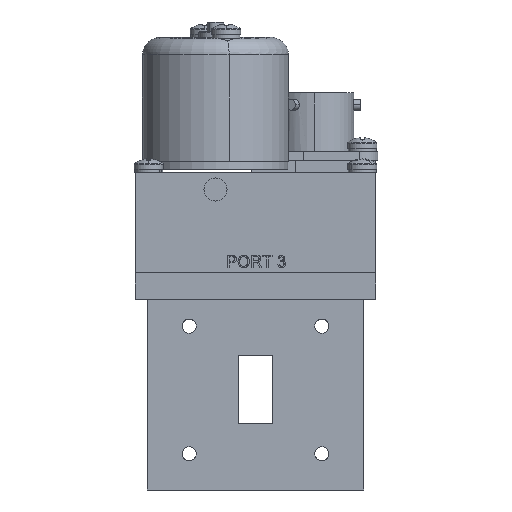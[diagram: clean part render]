
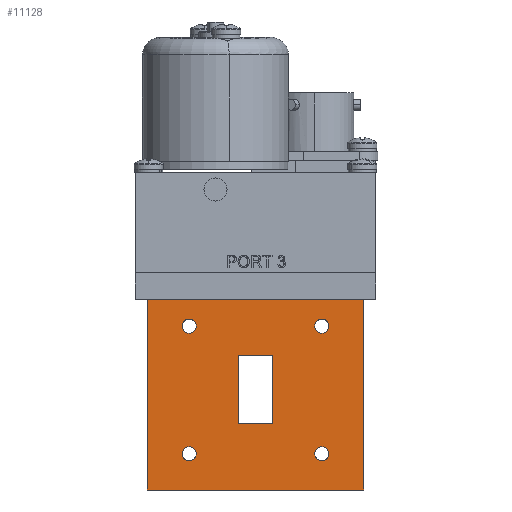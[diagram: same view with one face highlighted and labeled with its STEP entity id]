
A CAD part, front view. The second image highlights one B-rep face of the part: STEP entity #11128.
In plain terms, the highlighted planar face has unit normal (0, -1, 0).
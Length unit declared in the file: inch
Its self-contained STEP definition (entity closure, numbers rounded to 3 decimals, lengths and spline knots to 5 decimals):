
#74 = EDGE_CURVE ( 'NONE', #13953, #9469, #9934, .T. ) ;
#260 = PLANE ( 'NONE',  #690 ) ;
#283 = VECTOR ( 'NONE', #1084, 39.37008 ) ;
#329 = CARTESIAN_POINT ( 'NONE',  ( -0.497, -0.8125, 1.228 ) ) ;
#480 = EDGE_CURVE ( 'NONE', #9512, #3066, #17046, .T. ) ;
#503 = FACE_BOUND ( 'NONE', #3133, .T. ) ;
#515 = ORIENTED_EDGE ( 'NONE', *, *, #480, .F. ) ;
#591 = DIRECTION ( 'NONE',  ( 0., 0., -1. ) ) ;
#679 = EDGE_LOOP ( 'NONE', ( #2197, #9434 ) ) ;
#690 = AXIS2_PLACEMENT_3D ( 'NONE', #7865, #12401, #3310 ) ;
#782 = DIRECTION ( 'NONE',  ( 0., -1., 0. ) ) ;
#1084 = DIRECTION ( 'NONE',  ( 1., 0., 0. ) ) ;
#1192 = CARTESIAN_POINT ( 'NONE',  ( 0.1275, -0.8125, 0.495 ) ) ;
#1265 = AXIS2_PLACEMENT_3D ( 'NONE', #9795, #11645, #7455 ) ;
#1770 = AXIS2_PLACEMENT_3D ( 'NONE', #10028, #19429, #4117 ) ;
#1813 = CARTESIAN_POINT ( 'NONE',  ( 0.1275, -0.8125, 0.495 ) ) ;
#1973 = EDGE_LOOP ( 'NONE', ( #18549, #8446, #8184, #19209 ) ) ;
#2016 = ORIENTED_EDGE ( 'NONE', *, *, #6557, .F. ) ;
#2060 = VECTOR ( 'NONE', #18420, 39.37008 ) ;
#2197 = ORIENTED_EDGE ( 'NONE', *, *, #4304, .F. ) ;
#2324 = CARTESIAN_POINT ( 'NONE',  ( 0.8125, -0.8125, 1.43 ) ) ;
#2331 = LINE ( 'NONE', #9130, #7583 ) ;
#2739 = CARTESIAN_POINT ( 'NONE',  ( 0.8125, -0.8125, 0. ) ) ;
#2760 = VERTEX_POINT ( 'NONE', #13490 ) ;
#2820 = VERTEX_POINT ( 'NONE', #3261 ) ;
#2836 = CIRCLE ( 'NONE', #1265, 0.05325 ) ;
#2972 = VERTEX_POINT ( 'NONE', #5365 ) ;
#3066 = VERTEX_POINT ( 'NONE', #8904 ) ;
#3074 = CARTESIAN_POINT ( 'NONE',  ( 0.497, -0.8125, 1.228 ) ) ;
#3111 = EDGE_CURVE ( 'NONE', #10942, #2972, #13461, .T. ) ;
#3133 = EDGE_LOOP ( 'NONE', ( #4887, #7040, #6663, #11842 ) ) ;
#3261 = CARTESIAN_POINT ( 'NONE',  ( -0.1275, -0.8125, 1.005 ) ) ;
#3298 = EDGE_LOOP ( 'NONE', ( #2016, #515 ) ) ;
#3310 = DIRECTION ( 'NONE',  ( -1., 0., 0. ) ) ;
#3674 = DIRECTION ( 'NONE',  ( 0., 0., -1. ) ) ;
#3679 = CARTESIAN_POINT ( 'NONE',  ( -0.1275, -0.8125, 0.495 ) ) ;
#3693 = AXIS2_PLACEMENT_3D ( 'NONE', #18923, #782, #591 ) ;
#3771 = EDGE_CURVE ( 'NONE', #9469, #4867, #15550, .T. ) ;
#4071 = VECTOR ( 'NONE', #7939, 39.37008 ) ;
#4117 = DIRECTION ( 'NONE',  ( 0., 0., -1. ) ) ;
#4304 = EDGE_CURVE ( 'NONE', #17668, #8952, #10909, .T. ) ;
#4371 = DIRECTION ( 'NONE',  ( 0., -1., 0. ) ) ;
#4867 = VERTEX_POINT ( 'NONE', #16947 ) ;
#4887 = ORIENTED_EDGE ( 'NONE', *, *, #12602, .F. ) ;
#4982 = EDGE_CURVE ( 'NONE', #2972, #10942, #2836, .T. ) ;
#5365 = CARTESIAN_POINT ( 'NONE',  ( -0.497, -0.8125, 0.21875 ) ) ;
#6448 = AXIS2_PLACEMENT_3D ( 'NONE', #8679, #11870, #16170 ) ;
#6557 = EDGE_CURVE ( 'NONE', #3066, #9512, #13836, .T. ) ;
#6625 = EDGE_CURVE ( 'NONE', #7287, #4867, #19050, .T. ) ;
#6663 = ORIENTED_EDGE ( 'NONE', *, *, #16755, .F. ) ;
#6689 = DIRECTION ( 'NONE',  ( 0., 0., -1. ) ) ;
#6978 = VERTEX_POINT ( 'NONE', #1192 ) ;
#6979 = CIRCLE ( 'NONE', #7519, 0.05325 ) ;
#6993 = VECTOR ( 'NONE', #3674, 39.37008 ) ;
#7040 = ORIENTED_EDGE ( 'NONE', *, *, #8616, .F. ) ;
#7287 = VERTEX_POINT ( 'NONE', #10075 ) ;
#7332 = AXIS2_PLACEMENT_3D ( 'NONE', #16403, #4371, #17862 ) ;
#7359 = CARTESIAN_POINT ( 'NONE',  ( 0.497, -0.8125, 1.28125 ) ) ;
#7455 = DIRECTION ( 'NONE',  ( 0., 0., -1. ) ) ;
#7519 = AXIS2_PLACEMENT_3D ( 'NONE', #329, #15516, #15389 ) ;
#7583 = VECTOR ( 'NONE', #10523, 39.37008 ) ;
#7605 = CARTESIAN_POINT ( 'NONE',  ( -0.8125, -0.8125, 1.43 ) ) ;
#7642 = CARTESIAN_POINT ( 'NONE',  ( -0.497, -0.8125, 1.17475 ) ) ;
#7696 = EDGE_LOOP ( 'NONE', ( #14666, #14028 ) ) ;
#7759 = EDGE_CURVE ( 'NONE', #13953, #7287, #2331, .T. ) ;
#7865 = CARTESIAN_POINT ( 'NONE',  ( 0.8125, -0.8125, 1.43 ) ) ;
#7939 = DIRECTION ( 'NONE',  ( 1., 0., 0. ) ) ;
#8140 = CARTESIAN_POINT ( 'NONE',  ( 0.8125, -0.8125, 1.43 ) ) ;
#8184 = ORIENTED_EDGE ( 'NONE', *, *, #74, .F. ) ;
#8446 = ORIENTED_EDGE ( 'NONE', *, *, #3771, .F. ) ;
#8616 = EDGE_CURVE ( 'NONE', #2820, #18456, #13405, .T. ) ;
#8679 = CARTESIAN_POINT ( 'NONE',  ( -0.497, -0.8125, 1.228 ) ) ;
#8687 = CARTESIAN_POINT ( 'NONE',  ( -0.497, -0.8125, 0.32525 ) ) ;
#8904 = CARTESIAN_POINT ( 'NONE',  ( 0.497, -0.8125, 0.21875 ) ) ;
#8952 = VERTEX_POINT ( 'NONE', #15939 ) ;
#9093 = CARTESIAN_POINT ( 'NONE',  ( -0.1275, -0.8125, 0.495 ) ) ;
#9105 = CIRCLE ( 'NONE', #3693, 0.05325 ) ;
#9130 = CARTESIAN_POINT ( 'NONE',  ( -0.8125, -0.8125, 1.43 ) ) ;
#9434 = ORIENTED_EDGE ( 'NONE', *, *, #16585, .F. ) ;
#9469 = VERTEX_POINT ( 'NONE', #8140 ) ;
#9512 = VERTEX_POINT ( 'NONE', #17422 ) ;
#9795 = CARTESIAN_POINT ( 'NONE',  ( -0.497, -0.8125, 0.272 ) ) ;
#9823 = DIRECTION ( 'NONE',  ( 1., 0., 0. ) ) ;
#9934 = LINE ( 'NONE', #2324, #13984 ) ;
#10028 = CARTESIAN_POINT ( 'NONE',  ( 0.497, -0.8125, 0.272 ) ) ;
#10075 = CARTESIAN_POINT ( 'NONE',  ( -0.8125, -0.8125, 0. ) ) ;
#10370 = ORIENTED_EDGE ( 'NONE', *, *, #3111, .F. ) ;
#10523 = DIRECTION ( 'NONE',  ( 0., 0., -1. ) ) ;
#10723 = LINE ( 'NONE', #11183, #4071 ) ;
#10909 = CIRCLE ( 'NONE', #6448, 0.05325 ) ;
#10942 = VERTEX_POINT ( 'NONE', #8687 ) ;
#11128 = ADVANCED_FACE ( 'NONE', ( #12624, #18570, #11924, #11418, #503, #15230 ), #260, .F. ) ;
#11183 = CARTESIAN_POINT ( 'NONE',  ( 0.1275, -0.8125, 0.495 ) ) ;
#11377 = CARTESIAN_POINT ( 'NONE',  ( 0.1275, -0.8125, 1.005 ) ) ;
#11418 = FACE_OUTER_BOUND ( 'NONE', #1973, .T. ) ;
#11531 = EDGE_CURVE ( 'NONE', #17230, #2760, #16149, .T. ) ;
#11645 = DIRECTION ( 'NONE',  ( 0., -1., 0. ) ) ;
#11842 = ORIENTED_EDGE ( 'NONE', *, *, #19409, .F. ) ;
#11870 = DIRECTION ( 'NONE',  ( 0., -1., 0. ) ) ;
#11924 = FACE_BOUND ( 'NONE', #7696, .T. ) ;
#11979 = VECTOR ( 'NONE', #15400, 39.37008 ) ;
#12401 = DIRECTION ( 'NONE',  ( 0., 1., 0. ) ) ;
#12602 = EDGE_CURVE ( 'NONE', #18456, #6978, #10723, .T. ) ;
#12624 = FACE_BOUND ( 'NONE', #17349, .T. ) ;
#13076 = CARTESIAN_POINT ( 'NONE',  ( 0.497, -0.8125, 0.272 ) ) ;
#13405 = LINE ( 'NONE', #9093, #11979 ) ;
#13461 = CIRCLE ( 'NONE', #7332, 0.05325 ) ;
#13490 = CARTESIAN_POINT ( 'NONE',  ( 0.497, -0.8125, 1.17475 ) ) ;
#13836 = CIRCLE ( 'NONE', #1770, 0.05325 ) ;
#13953 = VERTEX_POINT ( 'NONE', #7605 ) ;
#13984 = VECTOR ( 'NONE', #9823, 39.37008 ) ;
#14028 = ORIENTED_EDGE ( 'NONE', *, *, #11531, .F. ) ;
#14288 = VERTEX_POINT ( 'NONE', #18786 ) ;
#14666 = ORIENTED_EDGE ( 'NONE', *, *, #17865, .F. ) ;
#15154 = DIRECTION ( 'NONE',  ( 0., -1., 0. ) ) ;
#15230 = FACE_BOUND ( 'NONE', #3298, .T. ) ;
#15389 = DIRECTION ( 'NONE',  ( 0., 0., -1. ) ) ;
#15400 = DIRECTION ( 'NONE',  ( 0., 0., -1. ) ) ;
#15516 = DIRECTION ( 'NONE',  ( 0., -1., 0. ) ) ;
#15550 = LINE ( 'NONE', #18627, #6993 ) ;
#15588 = AXIS2_PLACEMENT_3D ( 'NONE', #3074, #15154, #16538 ) ;
#15702 = DIRECTION ( 'NONE',  ( -1., 0., 0. ) ) ;
#15939 = CARTESIAN_POINT ( 'NONE',  ( -0.497, -0.8125, 1.28125 ) ) ;
#16149 = CIRCLE ( 'NONE', #15588, 0.05325 ) ;
#16170 = DIRECTION ( 'NONE',  ( 0., 0., -1. ) ) ;
#16403 = CARTESIAN_POINT ( 'NONE',  ( -0.497, -0.8125, 0.272 ) ) ;
#16538 = DIRECTION ( 'NONE',  ( 0., 0., -1. ) ) ;
#16585 = EDGE_CURVE ( 'NONE', #8952, #17668, #6979, .T. ) ;
#16755 = EDGE_CURVE ( 'NONE', #14288, #2820, #16969, .T. ) ;
#16947 = CARTESIAN_POINT ( 'NONE',  ( 0.8125, -0.8125, 0. ) ) ;
#16969 = LINE ( 'NONE', #11377, #18151 ) ;
#17046 = CIRCLE ( 'NONE', #17356, 0.05325 ) ;
#17230 = VERTEX_POINT ( 'NONE', #7359 ) ;
#17259 = LINE ( 'NONE', #1813, #2060 ) ;
#17349 = EDGE_LOOP ( 'NONE', ( #18263, #10370 ) ) ;
#17356 = AXIS2_PLACEMENT_3D ( 'NONE', #13076, #19002, #6689 ) ;
#17422 = CARTESIAN_POINT ( 'NONE',  ( 0.497, -0.8125, 0.32525 ) ) ;
#17668 = VERTEX_POINT ( 'NONE', #7642 ) ;
#17862 = DIRECTION ( 'NONE',  ( 0., 0., -1. ) ) ;
#17865 = EDGE_CURVE ( 'NONE', #2760, #17230, #9105, .T. ) ;
#18151 = VECTOR ( 'NONE', #15702, 39.37008 ) ;
#18263 = ORIENTED_EDGE ( 'NONE', *, *, #4982, .F. ) ;
#18420 = DIRECTION ( 'NONE',  ( 0., 0., 1. ) ) ;
#18456 = VERTEX_POINT ( 'NONE', #3679 ) ;
#18549 = ORIENTED_EDGE ( 'NONE', *, *, #6625, .T. ) ;
#18570 = FACE_BOUND ( 'NONE', #679, .T. ) ;
#18627 = CARTESIAN_POINT ( 'NONE',  ( 0.8125, -0.8125, 1.43 ) ) ;
#18786 = CARTESIAN_POINT ( 'NONE',  ( 0.1275, -0.8125, 1.005 ) ) ;
#18923 = CARTESIAN_POINT ( 'NONE',  ( 0.497, -0.8125, 1.228 ) ) ;
#19002 = DIRECTION ( 'NONE',  ( 0., -1., 0. ) ) ;
#19050 = LINE ( 'NONE', #2739, #283 ) ;
#19209 = ORIENTED_EDGE ( 'NONE', *, *, #7759, .T. ) ;
#19409 = EDGE_CURVE ( 'NONE', #6978, #14288, #17259, .T. ) ;
#19429 = DIRECTION ( 'NONE',  ( 0., -1., 0. ) ) ;
